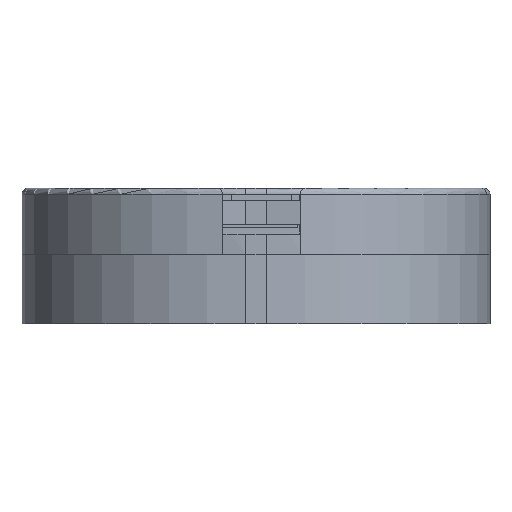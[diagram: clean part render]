
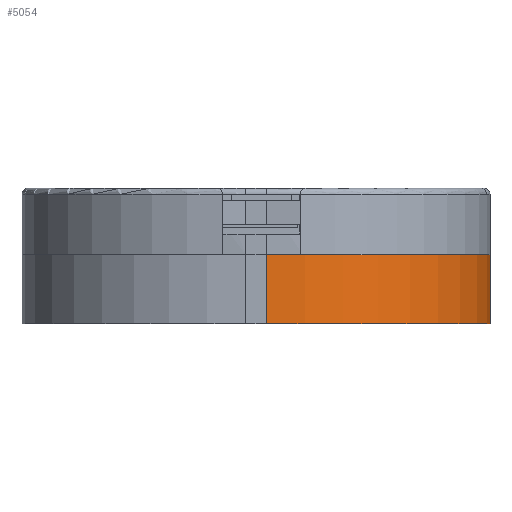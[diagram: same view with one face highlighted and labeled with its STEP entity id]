
A CAD part, front view. The second image highlights one B-rep face of the part: STEP entity #5054.
In plain terms, the highlighted cylindrical face has radius 37.042 mm (diameter 74.084 mm), a partial arc.
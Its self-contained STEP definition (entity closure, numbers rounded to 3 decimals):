
#464=FACE_OUTER_BOUND('',#763,.T.);
#763=EDGE_LOOP('',(#3651,#3652,#3653,#3654));
#1107=LINE('',#7066,#1627);
#1109=LINE('',#7069,#1629);
#1627=VECTOR('',#5879,1000.);
#1629=VECTOR('',#5883,1000.);
#2105=CIRCLE('',#5344,37.042);
#2129=CIRCLE('',#5388,37.042);
#2226=VERTEX_POINT('',#6918);
#2227=VERTEX_POINT('',#6920);
#2270=VERTEX_POINT('',#7046);
#2271=VERTEX_POINT('',#7048);
#2726=EDGE_CURVE('',#2226,#2227,#2105,.T.);
#2790=EDGE_CURVE('',#2270,#2271,#2129,.T.);
#2799=EDGE_CURVE('',#2270,#2227,#1107,.T.);
#2801=EDGE_CURVE('',#2271,#2226,#1109,.T.);
#3651=ORIENTED_EDGE('',*,*,#2801,.F.);
#3652=ORIENTED_EDGE('',*,*,#2790,.F.);
#3653=ORIENTED_EDGE('',*,*,#2799,.T.);
#3654=ORIENTED_EDGE('',*,*,#2726,.F.);
#4982=CYLINDRICAL_SURFACE('',#5397,37.042);
#5054=ADVANCED_FACE('',(#464),#4982,.T.);
#5344=AXIS2_PLACEMENT_3D('',#6921,#5726,#5727);
#5388=AXIS2_PLACEMENT_3D('',#7049,#5854,#5855);
#5397=AXIS2_PLACEMENT_3D('',#7068,#5881,#5882);
#5726=DIRECTION('center_axis',(0.,0.,-1.));
#5727=DIRECTION('ref_axis',(1.,0.,0.));
#5854=DIRECTION('center_axis',(0.,0.,1.));
#5855=DIRECTION('ref_axis',(1.,0.,0.));
#5879=DIRECTION('',(0.,0.,-1.));
#5881=DIRECTION('center_axis',(0.,0.,-1.));
#5882=DIRECTION('ref_axis',(-1.,0.,0.));
#5883=DIRECTION('',(0.,0.,-1.));
#6918=CARTESIAN_POINT('',(38.83,-8.598,-1.5));
#6920=CARTESIAN_POINT('',(1.788,-45.64,-1.5));
#6921=CARTESIAN_POINT('Origin',(1.788,-8.598,-1.5));
#7046=CARTESIAN_POINT('',(1.788,-45.64,9.95));
#7048=CARTESIAN_POINT('',(38.83,-8.598,9.95));
#7049=CARTESIAN_POINT('Origin',(1.788,-8.598,9.95));
#7066=CARTESIAN_POINT('',(1.788,-45.64,5.6));
#7068=CARTESIAN_POINT('Origin',(1.788,-8.598,5.6));
#7069=CARTESIAN_POINT('',(38.83,-8.598,5.6));
